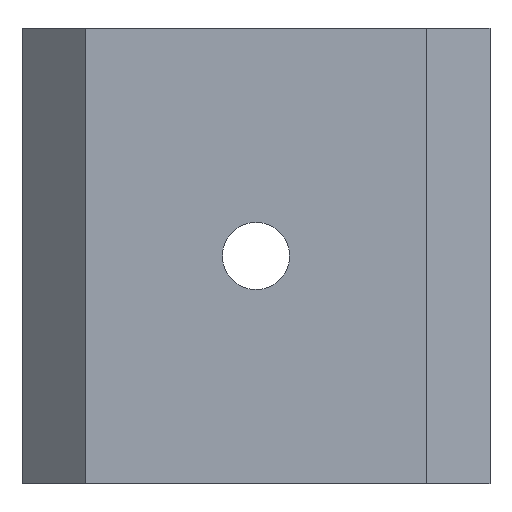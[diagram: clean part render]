
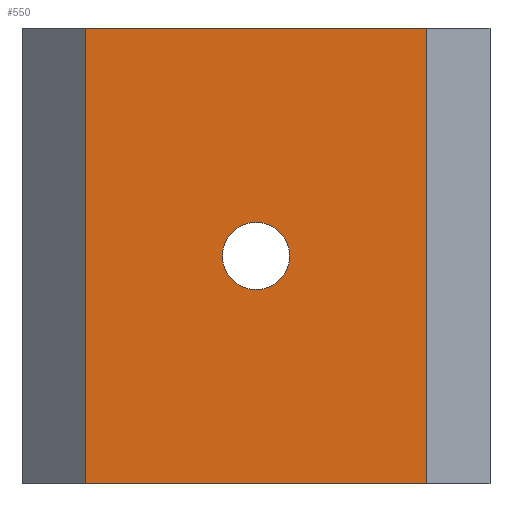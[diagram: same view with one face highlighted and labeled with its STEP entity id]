
A CAD part, front view. The second image highlights one B-rep face of the part: STEP entity #550.
In plain terms, the highlighted planar face has unit normal (0, -1, 0).
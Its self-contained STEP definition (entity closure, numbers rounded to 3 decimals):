
#16 = CARTESIAN_POINT ( 'NONE',  ( 0., -17.985, 0. ) ) ;
#36 = ORIENTED_EDGE ( 'NONE', *, *, #627, .T. ) ;
#39 = AXIS2_PLACEMENT_3D ( 'NONE', #224, #124, #918 ) ;
#46 = ORIENTED_EDGE ( 'NONE', *, *, #1162, .T. ) ;
#49 = PLANE ( 'NONE',  #606 ) ;
#124 = DIRECTION ( 'NONE',  ( 0., 1., 0. ) ) ;
#132 = VERTEX_POINT ( 'NONE', #789 ) ;
#176 = AXIS2_PLACEMENT_3D ( 'NONE', #16, #1251, #741 ) ;
#202 = DIRECTION ( 'NONE',  ( 1., 0., 0. ) ) ;
#209 = ORIENTED_EDGE ( 'NONE', *, *, #1107, .T. ) ;
#221 = EDGE_LOOP ( 'NONE', ( #508, #36 ) ) ;
#224 = CARTESIAN_POINT ( 'NONE',  ( 0., -17.985, 0. ) ) ;
#239 = CARTESIAN_POINT ( 'NONE',  ( -13.5, -17.985, 18. ) ) ;
#261 = CARTESIAN_POINT ( 'NONE',  ( -18.5, -17.985, 18. ) ) ;
#339 = VECTOR ( 'NONE', #202, 1000. ) ;
#367 = CARTESIAN_POINT ( 'NONE',  ( -18.5, -17.985, 18. ) ) ;
#400 = VERTEX_POINT ( 'NONE', #538 ) ;
#447 = VECTOR ( 'NONE', #592, 1000. ) ;
#461 = EDGE_CURVE ( 'NONE', #717, #793, #470, .T. ) ;
#470 = LINE ( 'NONE', #664, #896 ) ;
#508 = ORIENTED_EDGE ( 'NONE', *, *, #1130, .T. ) ;
#536 = CIRCLE ( 'NONE', #176, 2.65 ) ;
#537 = ORIENTED_EDGE ( 'NONE', *, *, #922, .F. ) ;
#538 = CARTESIAN_POINT ( 'NONE',  ( 13.5, -17.985, 18. ) ) ;
#550 = ADVANCED_FACE ( 'NONE', ( #661, #553 ), #49, .F. ) ;
#553 = FACE_OUTER_BOUND ( 'NONE', #1211, .T. ) ;
#592 = DIRECTION ( 'NONE',  ( 1., 0., 0. ) ) ;
#606 = AXIS2_PLACEMENT_3D ( 'NONE', #367, #961, #976 ) ;
#627 = EDGE_CURVE ( 'NONE', #670, #132, #536, .T. ) ;
#661 = FACE_BOUND ( 'NONE', #221, .T. ) ;
#664 = CARTESIAN_POINT ( 'NONE',  ( -13.5, -17.985, 18. ) ) ;
#670 = VERTEX_POINT ( 'NONE', #1173 ) ;
#693 = LINE ( 'NONE', #261, #447 ) ;
#710 = LINE ( 'NONE', #1117, #339 ) ;
#715 = LINE ( 'NONE', #830, #1170 ) ;
#717 = VERTEX_POINT ( 'NONE', #239 ) ;
#741 = DIRECTION ( 'NONE',  ( 0., 0., 1. ) ) ;
#765 = ORIENTED_EDGE ( 'NONE', *, *, #461, .T. ) ;
#789 = CARTESIAN_POINT ( 'NONE',  ( 0., -17.985, 2.65 ) ) ;
#793 = VERTEX_POINT ( 'NONE', #1008 ) ;
#817 = DIRECTION ( 'NONE',  ( 0., 0., 1. ) ) ;
#830 = CARTESIAN_POINT ( 'NONE',  ( 13.5, -17.985, 18. ) ) ;
#896 = VECTOR ( 'NONE', #1177, 1000. ) ;
#918 = DIRECTION ( 'NONE',  ( 0., 0., 1. ) ) ;
#922 = EDGE_CURVE ( 'NONE', #717, #400, #693, .T. ) ;
#961 = DIRECTION ( 'NONE',  ( 0., 1., 0. ) ) ;
#976 = DIRECTION ( 'NONE',  ( -1., 0., 0. ) ) ;
#1008 = CARTESIAN_POINT ( 'NONE',  ( -13.5, -17.985, -18. ) ) ;
#1027 = CARTESIAN_POINT ( 'NONE',  ( 13.5, -17.985, -18. ) ) ;
#1052 = VERTEX_POINT ( 'NONE', #1027 ) ;
#1107 = EDGE_CURVE ( 'NONE', #1052, #400, #715, .T. ) ;
#1117 = CARTESIAN_POINT ( 'NONE',  ( -18.5, -17.985, -18. ) ) ;
#1130 = EDGE_CURVE ( 'NONE', #132, #670, #1322, .T. ) ;
#1162 = EDGE_CURVE ( 'NONE', #793, #1052, #710, .T. ) ;
#1170 = VECTOR ( 'NONE', #817, 1000. ) ;
#1173 = CARTESIAN_POINT ( 'NONE',  ( 0., -17.985, -2.65 ) ) ;
#1177 = DIRECTION ( 'NONE',  ( 0., 0., -1. ) ) ;
#1211 = EDGE_LOOP ( 'NONE', ( #46, #209, #537, #765 ) ) ;
#1251 = DIRECTION ( 'NONE',  ( 0., 1., 0. ) ) ;
#1322 = CIRCLE ( 'NONE', #39, 2.65 ) ;
